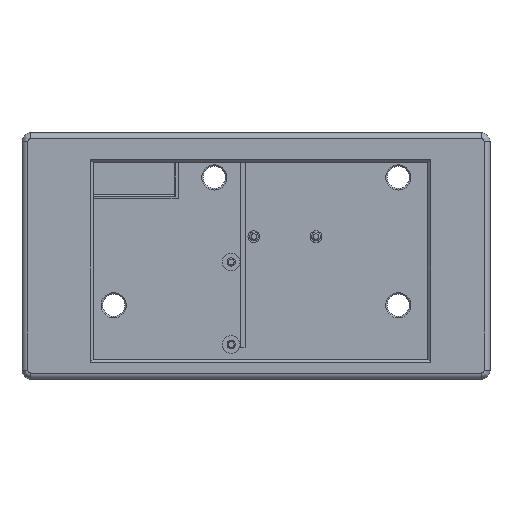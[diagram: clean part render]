
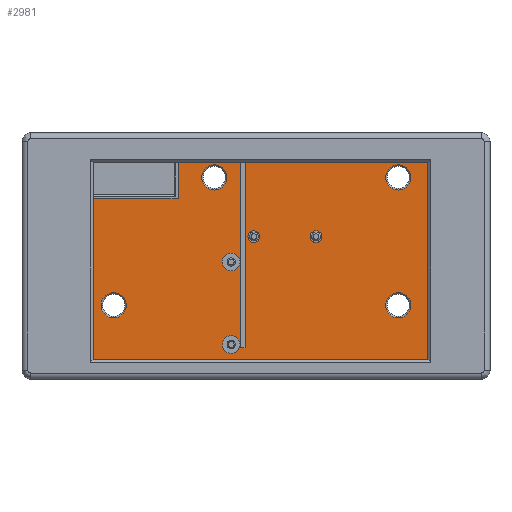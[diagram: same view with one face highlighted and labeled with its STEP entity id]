
A CAD part, top view. The second image highlights one B-rep face of the part: STEP entity #2981.
In plain terms, the highlighted planar face has unit normal (0, 0, 1).
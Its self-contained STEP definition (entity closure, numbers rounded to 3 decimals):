
#74=FACE_BOUND('',#520,.T.);
#75=FACE_BOUND('',#521,.T.);
#76=FACE_BOUND('',#522,.T.);
#77=FACE_BOUND('',#523,.T.);
#78=FACE_BOUND('',#524,.T.);
#79=FACE_BOUND('',#525,.T.);
#80=FACE_BOUND('',#526,.T.);
#81=FACE_BOUND('',#527,.T.);
#82=FACE_BOUND('',#528,.T.);
#83=FACE_BOUND('',#529,.T.);
#84=FACE_BOUND('',#530,.T.);
#85=FACE_BOUND('',#531,.T.);
#86=FACE_BOUND('',#532,.T.);
#87=FACE_BOUND('',#533,.T.);
#88=FACE_BOUND('',#534,.T.);
#89=FACE_BOUND('',#535,.T.);
#90=FACE_BOUND('',#536,.T.);
#160=PLANE('',#3290);
#304=FACE_OUTER_BOUND('',#519,.T.);
#519=EDGE_LOOP('',(#2384,#2385,#2386,#2387,#2388));
#520=EDGE_LOOP('',(#2389));
#521=EDGE_LOOP('',(#2390));
#522=EDGE_LOOP('',(#2391,#2392,#2393,#2394));
#523=EDGE_LOOP('',(#2395));
#524=EDGE_LOOP('',(#2396));
#525=EDGE_LOOP('',(#2397));
#526=EDGE_LOOP('',(#2398));
#527=EDGE_LOOP('',(#2399));
#528=EDGE_LOOP('',(#2400));
#529=EDGE_LOOP('',(#2401,#2402,#2403,#2404));
#530=EDGE_LOOP('',(#2405));
#531=EDGE_LOOP('',(#2406));
#532=EDGE_LOOP('',(#2407));
#533=EDGE_LOOP('',(#2408));
#534=EDGE_LOOP('',(#2409));
#535=EDGE_LOOP('',(#2410));
#536=EDGE_LOOP('',(#2411));
#769=LINE('',#4919,#1006);
#770=LINE('',#4921,#1007);
#771=LINE('',#4923,#1008);
#772=LINE('',#4924,#1009);
#773=LINE('',#4931,#1010);
#774=LINE('',#4933,#1011);
#775=LINE('',#4935,#1012);
#776=LINE('',#4936,#1013);
#777=LINE('',#4951,#1014);
#778=LINE('',#4953,#1015);
#779=LINE('',#4955,#1016);
#780=LINE('',#4956,#1017);
#1006=VECTOR('',#3957,10.);
#1007=VECTOR('',#3958,10.);
#1008=VECTOR('',#3959,10.);
#1009=VECTOR('',#3960,10.);
#1010=VECTOR('',#3965,10.);
#1011=VECTOR('',#3966,10.);
#1012=VECTOR('',#3967,10.);
#1013=VECTOR('',#3968,10.);
#1014=VECTOR('',#3981,10.);
#1015=VECTOR('',#3982,10.);
#1016=VECTOR('',#3983,10.);
#1017=VECTOR('',#3984,10.);
#1221=CIRCLE('',#3288,2.);
#1222=CIRCLE('',#3291,3.);
#1223=CIRCLE('',#3292,2.);
#1224=CIRCLE('',#3293,2.);
#1225=CIRCLE('',#3294,4.25);
#1226=CIRCLE('',#3295,4.25);
#1227=CIRCLE('',#3296,3.);
#1228=CIRCLE('',#3297,3.);
#1229=CIRCLE('',#3298,3.);
#1230=CIRCLE('',#3299,3.);
#1231=CIRCLE('',#3300,3.);
#1232=CIRCLE('',#3301,3.);
#1233=CIRCLE('',#3302,3.);
#1234=CIRCLE('',#3303,4.25);
#1235=CIRCLE('',#3304,4.25);
#1236=CIRCLE('',#3305,2.);
#1435=VERTEX_POINT('',#4910);
#1436=VERTEX_POINT('',#4915);
#1437=VERTEX_POINT('',#4916);
#1438=VERTEX_POINT('',#4918);
#1439=VERTEX_POINT('',#4920);
#1440=VERTEX_POINT('',#4922);
#1441=VERTEX_POINT('',#4925);
#1442=VERTEX_POINT('',#4927);
#1443=VERTEX_POINT('',#4929);
#1444=VERTEX_POINT('',#4930);
#1445=VERTEX_POINT('',#4932);
#1446=VERTEX_POINT('',#4934);
#1447=VERTEX_POINT('',#4937);
#1448=VERTEX_POINT('',#4939);
#1449=VERTEX_POINT('',#4941);
#1450=VERTEX_POINT('',#4943);
#1451=VERTEX_POINT('',#4945);
#1452=VERTEX_POINT('',#4947);
#1453=VERTEX_POINT('',#4949);
#1454=VERTEX_POINT('',#4950);
#1455=VERTEX_POINT('',#4952);
#1456=VERTEX_POINT('',#4954);
#1457=VERTEX_POINT('',#4957);
#1458=VERTEX_POINT('',#4959);
#1459=VERTEX_POINT('',#4961);
#1460=VERTEX_POINT('',#4963);
#1461=VERTEX_POINT('',#4965);
#1462=VERTEX_POINT('',#4967);
#1771=EDGE_CURVE('',#1435,#1435,#1221,.T.);
#1772=EDGE_CURVE('',#1436,#1437,#1222,.T.);
#1773=EDGE_CURVE('',#1437,#1438,#769,.T.);
#1774=EDGE_CURVE('',#1438,#1439,#770,.T.);
#1775=EDGE_CURVE('',#1439,#1440,#771,.T.);
#1776=EDGE_CURVE('',#1440,#1436,#772,.T.);
#1777=EDGE_CURVE('',#1441,#1441,#1223,.T.);
#1778=EDGE_CURVE('',#1442,#1442,#1224,.T.);
#1779=EDGE_CURVE('',#1443,#1444,#773,.T.);
#1780=EDGE_CURVE('',#1444,#1445,#774,.T.);
#1781=EDGE_CURVE('',#1445,#1446,#775,.T.);
#1782=EDGE_CURVE('',#1446,#1443,#776,.T.);
#1783=EDGE_CURVE('',#1447,#1447,#1225,.T.);
#1784=EDGE_CURVE('',#1448,#1448,#1226,.T.);
#1785=EDGE_CURVE('',#1449,#1449,#1227,.T.);
#1786=EDGE_CURVE('',#1450,#1450,#1228,.T.);
#1787=EDGE_CURVE('',#1451,#1451,#1229,.T.);
#1788=EDGE_CURVE('',#1452,#1452,#1230,.T.);
#1789=EDGE_CURVE('',#1453,#1454,#777,.T.);
#1790=EDGE_CURVE('',#1454,#1455,#778,.T.);
#1791=EDGE_CURVE('',#1455,#1456,#779,.T.);
#1792=EDGE_CURVE('',#1456,#1453,#780,.T.);
#1793=EDGE_CURVE('',#1457,#1457,#1231,.T.);
#1794=EDGE_CURVE('',#1458,#1458,#1232,.T.);
#1795=EDGE_CURVE('',#1459,#1459,#1233,.T.);
#1796=EDGE_CURVE('',#1460,#1460,#1234,.T.);
#1797=EDGE_CURVE('',#1461,#1461,#1235,.T.);
#1798=EDGE_CURVE('',#1462,#1462,#1236,.T.);
#2384=ORIENTED_EDGE('',*,*,#1772,.T.);
#2385=ORIENTED_EDGE('',*,*,#1773,.T.);
#2386=ORIENTED_EDGE('',*,*,#1774,.T.);
#2387=ORIENTED_EDGE('',*,*,#1775,.T.);
#2388=ORIENTED_EDGE('',*,*,#1776,.T.);
#2389=ORIENTED_EDGE('',*,*,#1777,.T.);
#2390=ORIENTED_EDGE('',*,*,#1778,.T.);
#2391=ORIENTED_EDGE('',*,*,#1779,.T.);
#2392=ORIENTED_EDGE('',*,*,#1780,.T.);
#2393=ORIENTED_EDGE('',*,*,#1781,.T.);
#2394=ORIENTED_EDGE('',*,*,#1782,.T.);
#2395=ORIENTED_EDGE('',*,*,#1783,.F.);
#2396=ORIENTED_EDGE('',*,*,#1784,.F.);
#2397=ORIENTED_EDGE('',*,*,#1785,.T.);
#2398=ORIENTED_EDGE('',*,*,#1786,.T.);
#2399=ORIENTED_EDGE('',*,*,#1787,.T.);
#2400=ORIENTED_EDGE('',*,*,#1788,.T.);
#2401=ORIENTED_EDGE('',*,*,#1789,.T.);
#2402=ORIENTED_EDGE('',*,*,#1790,.T.);
#2403=ORIENTED_EDGE('',*,*,#1791,.T.);
#2404=ORIENTED_EDGE('',*,*,#1792,.T.);
#2405=ORIENTED_EDGE('',*,*,#1793,.T.);
#2406=ORIENTED_EDGE('',*,*,#1794,.T.);
#2407=ORIENTED_EDGE('',*,*,#1795,.T.);
#2408=ORIENTED_EDGE('',*,*,#1796,.F.);
#2409=ORIENTED_EDGE('',*,*,#1797,.F.);
#2410=ORIENTED_EDGE('',*,*,#1798,.T.);
#2411=ORIENTED_EDGE('',*,*,#1771,.T.);
#2981=ADVANCED_FACE('',(#304,#74,#75,#76,#77,#78,#79,#80,#81,#82,#83,#84,
#85,#86,#87,#88,#89,#90),#160,.T.);
#3288=AXIS2_PLACEMENT_3D('',#4912,#3949,#3950);
#3290=AXIS2_PLACEMENT_3D('',#4914,#3953,#3954);
#3291=AXIS2_PLACEMENT_3D('',#4917,#3955,#3956);
#3292=AXIS2_PLACEMENT_3D('',#4926,#3961,#3962);
#3293=AXIS2_PLACEMENT_3D('',#4928,#3963,#3964);
#3294=AXIS2_PLACEMENT_3D('',#4938,#3969,#3970);
#3295=AXIS2_PLACEMENT_3D('',#4940,#3971,#3972);
#3296=AXIS2_PLACEMENT_3D('',#4942,#3973,#3974);
#3297=AXIS2_PLACEMENT_3D('',#4944,#3975,#3976);
#3298=AXIS2_PLACEMENT_3D('',#4946,#3977,#3978);
#3299=AXIS2_PLACEMENT_3D('',#4948,#3979,#3980);
#3300=AXIS2_PLACEMENT_3D('',#4958,#3985,#3986);
#3301=AXIS2_PLACEMENT_3D('',#4960,#3987,#3988);
#3302=AXIS2_PLACEMENT_3D('',#4962,#3989,#3990);
#3303=AXIS2_PLACEMENT_3D('',#4964,#3991,#3992);
#3304=AXIS2_PLACEMENT_3D('',#4966,#3993,#3994);
#3305=AXIS2_PLACEMENT_3D('',#4968,#3995,#3996);
#3949=DIRECTION('center_axis',(0.,0.,-1.));
#3950=DIRECTION('ref_axis',(-1.,0.,0.));
#3953=DIRECTION('center_axis',(0.,0.,1.));
#3954=DIRECTION('ref_axis',(1.,0.,0.));
#3955=DIRECTION('center_axis',(0.,0.,1.));
#3956=DIRECTION('ref_axis',(-0.707,0.707,0.));
#3957=DIRECTION('',(0.,-1.,0.));
#3958=DIRECTION('',(1.,0.,0.));
#3959=DIRECTION('',(0.,1.,0.));
#3960=DIRECTION('',(-1.,0.,0.));
#3961=DIRECTION('center_axis',(0.,0.,-1.));
#3962=DIRECTION('ref_axis',(-1.,0.,0.));
#3963=DIRECTION('center_axis',(0.,0.,-1.));
#3964=DIRECTION('ref_axis',(-1.,0.,0.));
#3965=DIRECTION('',(1.,0.,0.));
#3966=DIRECTION('',(0.,-1.,0.));
#3967=DIRECTION('',(-1.,0.,0.));
#3968=DIRECTION('',(0.,1.,0.));
#3969=DIRECTION('center_axis',(0.,0.,1.));
#3970=DIRECTION('ref_axis',(-1.,0.,0.));
#3971=DIRECTION('center_axis',(0.,0.,1.));
#3972=DIRECTION('ref_axis',(-1.,0.,0.));
#3973=DIRECTION('center_axis',(0.,0.,-1.));
#3974=DIRECTION('ref_axis',(1.,0.,0.));
#3975=DIRECTION('center_axis',(0.,0.,-1.));
#3976=DIRECTION('ref_axis',(1.,0.,0.));
#3977=DIRECTION('center_axis',(0.,0.,-1.));
#3978=DIRECTION('ref_axis',(1.,0.,0.));
#3979=DIRECTION('center_axis',(0.,0.,-1.));
#3980=DIRECTION('ref_axis',(1.,0.,0.));
#3981=DIRECTION('',(0.,1.,0.));
#3982=DIRECTION('',(1.,0.,0.));
#3983=DIRECTION('',(0.,-1.,0.));
#3984=DIRECTION('',(-1.,0.,0.));
#3985=DIRECTION('center_axis',(0.,0.,-1.));
#3986=DIRECTION('ref_axis',(1.,0.,0.));
#3987=DIRECTION('center_axis',(0.,0.,-1.));
#3988=DIRECTION('ref_axis',(1.,0.,0.));
#3989=DIRECTION('center_axis',(0.,0.,-1.));
#3990=DIRECTION('ref_axis',(1.,0.,0.));
#3991=DIRECTION('center_axis',(0.,0.,1.));
#3992=DIRECTION('ref_axis',(-1.,0.,0.));
#3993=DIRECTION('center_axis',(0.,0.,1.));
#3994=DIRECTION('ref_axis',(-1.,0.,0.));
#3995=DIRECTION('center_axis',(0.,0.,-1.));
#3996=DIRECTION('ref_axis',(-1.,0.,0.));
#4910=CARTESIAN_POINT('',(99.781,74.597,0.));
#4912=CARTESIAN_POINT('Origin',(97.781,74.597,0.));
#4914=CARTESIAN_POINT('Origin',(77.5,40.,0.));
#4915=CARTESIAN_POINT('',(3.,80.,0.));
#4916=CARTESIAN_POINT('',(0.,77.,0.));
#4917=CARTESIAN_POINT('Origin',(3.,77.,0.));
#4918=CARTESIAN_POINT('',(0.,0.,0.));
#4919=CARTESIAN_POINT('',(0.,80.,0.));
#4920=CARTESIAN_POINT('',(155.,0.,0.));
#4921=CARTESIAN_POINT('',(0.,0.,0.));
#4922=CARTESIAN_POINT('',(155.,80.,0.));
#4923=CARTESIAN_POINT('',(155.,0.,0.));
#4924=CARTESIAN_POINT('',(155.,80.,0.));
#4925=CARTESIAN_POINT('',(99.781,46.597,0.));
#4926=CARTESIAN_POINT('Origin',(97.781,46.597,0.));
#4927=CARTESIAN_POINT('',(78.781,46.597,0.));
#4928=CARTESIAN_POINT('Origin',(76.781,46.597,0.));
#4929=CARTESIAN_POINT('',(72.18,73.,0.));
#4930=CARTESIAN_POINT('',(73.792,73.,0.));
#4931=CARTESIAN_POINT('',(75.646,73.,0.));
#4932=CARTESIAN_POINT('',(73.792,9.,0.));
#4933=CARTESIAN_POINT('',(73.792,24.5,0.));
#4934=CARTESIAN_POINT('',(72.18,9.,0.));
#4935=CARTESIAN_POINT('',(74.84,9.,0.));
#4936=CARTESIAN_POINT('',(72.18,56.5,0.));
#4937=CARTESIAN_POINT('',(129.85,66.6,0.));
#4938=CARTESIAN_POINT('Origin',(125.6,66.6,0.));
#4939=CARTESIAN_POINT('',(67.65,66.6,0.));
#4940=CARTESIAN_POINT('Origin',(63.4,66.6,0.));
#4941=CARTESIAN_POINT('',(147.117,75.,0.));
#4942=CARTESIAN_POINT('Origin',(150.117,75.,0.));
#4943=CARTESIAN_POINT('',(15.3,53.2,0.));
#4944=CARTESIAN_POINT('Origin',(18.3,53.2,0.));
#4945=CARTESIAN_POINT('',(147.117,9.,0.));
#4946=CARTESIAN_POINT('Origin',(150.117,9.,0.));
#4947=CARTESIAN_POINT('',(66.1,10.1,0.));
#4948=CARTESIAN_POINT('Origin',(69.1,10.1,0.));
#4949=CARTESIAN_POINT('',(11.069,59.444,0.));
#4950=CARTESIAN_POINT('',(11.069,78.161,0.));
#4951=CARTESIAN_POINT('',(11.069,59.081,0.));
#4952=CARTESIAN_POINT('',(51.143,78.161,0.));
#4953=CARTESIAN_POINT('',(64.322,78.161,0.));
#4954=CARTESIAN_POINT('',(51.143,59.444,0.));
#4955=CARTESIAN_POINT('',(51.143,49.722,0.));
#4956=CARTESIAN_POINT('',(44.285,59.444,0.));
#4957=CARTESIAN_POINT('',(102.117,75.,0.));
#4958=CARTESIAN_POINT('Origin',(105.117,75.,0.));
#4959=CARTESIAN_POINT('',(66.1,38.,0.));
#4960=CARTESIAN_POINT('Origin',(69.1,38.,0.));
#4961=CARTESIAN_POINT('',(14.,5.,0.));
#4962=CARTESIAN_POINT('Origin',(17.,5.,0.));
#4963=CARTESIAN_POINT('',(33.65,23.4,0.));
#4964=CARTESIAN_POINT('Origin',(29.4,23.4,0.));
#4965=CARTESIAN_POINT('',(129.85,23.4,0.));
#4966=CARTESIAN_POINT('Origin',(125.6,23.4,0.));
#4967=CARTESIAN_POINT('',(78.781,74.597,0.));
#4968=CARTESIAN_POINT('Origin',(76.781,74.597,0.));
